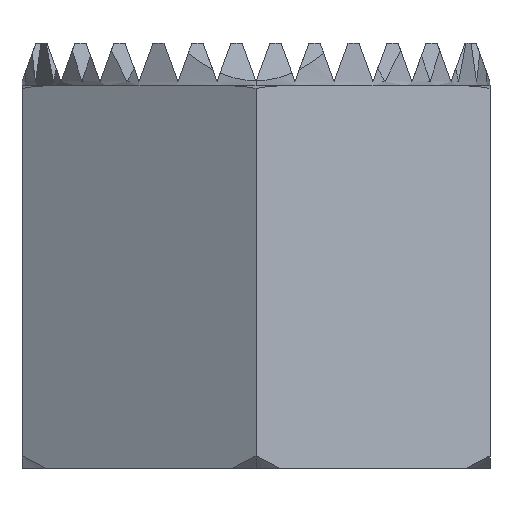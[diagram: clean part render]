
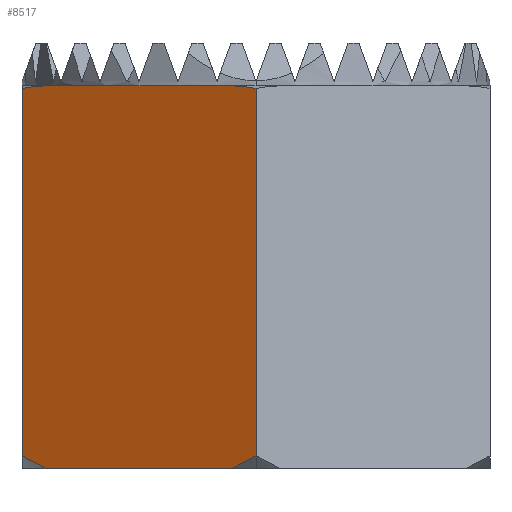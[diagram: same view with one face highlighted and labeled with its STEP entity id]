
A CAD part, front view. The second image highlights one B-rep face of the part: STEP entity #8517.
In plain terms, the highlighted planar face has unit normal (-0.5, -0.866, 0).
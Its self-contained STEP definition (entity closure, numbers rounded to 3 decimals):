
#145 = LINE ( 'NONE', #10233, #1359 ) ;
#219 = DIRECTION ( 'NONE',  ( 0., 0., -1. ) ) ;
#602 = ORIENTED_EDGE ( 'NONE', *, *, #12194, .T. ) ;
#727 = CARTESIAN_POINT ( 'NONE',  ( -1.135, -12.047, 0. ) ) ;
#840 = EDGE_CURVE ( 'NONE', #9492, #12816, #7743, .T. ) ;
#1046 = CARTESIAN_POINT ( 'NONE',  ( -11., -6.351, 0.602 ) ) ;
#1114 = CARTESIAN_POINT ( 'NONE',  ( -9.865, -7.006, 0. ) ) ;
#1153 = LINE ( 'NONE', #4477, #12550 ) ;
#1191 = VECTOR ( 'NONE', #1578, 1000. ) ;
#1233 = CARTESIAN_POINT ( 'NONE',  ( -1.135, -12.047, 0. ) ) ;
#1253 = CARTESIAN_POINT ( 'NONE',  ( -10.628, -6.566, 0.387 ) ) ;
#1359 = VECTOR ( 'NONE', #6831, 1000. ) ;
#1546 = CARTESIAN_POINT ( 'NONE',  ( -9.865, -7.006, 18. ) ) ;
#1578 = DIRECTION ( 'NONE',  ( -0.866, 0.5, 0. ) ) ;
#1650 = CARTESIAN_POINT ( 'NONE',  ( 2.75, -14.289, 18. ) ) ;
#1725 = EDGE_CURVE ( 'NONE', #11974, #12391, #145, .T. ) ;
#1797 = B_SPLINE_CURVE_WITH_KNOTS ( 'NONE', 3,
 ( #1546, #7701, #11160, #8928 ),
 .UNSPECIFIED., .F., .F.,
 ( 4, 4 ),
 ( 0.011, 0.013 ),
 .UNSPECIFIED. ) ;
#2064 = ORIENTED_EDGE ( 'NONE', *, *, #6116, .T. ) ;
#2456 = DIRECTION ( 'NONE',  ( 0.5, 0.866, 0. ) ) ;
#2608 = ORIENTED_EDGE ( 'NONE', *, *, #840, .T. ) ;
#3221 = CARTESIAN_POINT ( 'NONE',  ( 0., -12.702, 0.602 ) ) ;
#3851 = CARTESIAN_POINT ( 'NONE',  ( -1.135, -12.047, 18. ) ) ;
#4097 = DIRECTION ( 'NONE',  ( -0.866, 0.5, 0. ) ) ;
#4253 = VECTOR ( 'NONE', #4810, 1000. ) ;
#4430 = CARTESIAN_POINT ( 'NONE',  ( -10.25, -6.784, 0.185 ) ) ;
#4477 = CARTESIAN_POINT ( 'NONE',  ( -11., -6.351, 21. ) ) ;
#4495 = VERTEX_POINT ( 'NONE', #7877 ) ;
#4622 = ORIENTED_EDGE ( 'NONE', *, *, #1725, .F. ) ;
#4748 = CARTESIAN_POINT ( 'NONE',  ( -1.135, -12.047, 18. ) ) ;
#4810 = DIRECTION ( 'NONE',  ( 0.866, -0.5, 0. ) ) ;
#5168 = EDGE_CURVE ( 'NONE', #10004, #4495, #13981, .T. ) ;
#5210 = EDGE_CURVE ( 'NONE', #10385, #12432, #1797, .T. ) ;
#5277 = CARTESIAN_POINT ( 'NONE',  ( -0.755, -12.266, 18. ) ) ;
#5388 = CARTESIAN_POINT ( 'NONE',  ( 2.75, -14.289, 18. ) ) ;
#5432 = EDGE_CURVE ( 'NONE', #11974, #10004, #11575, .T. ) ;
#5824 = AXIS2_PLACEMENT_3D ( 'NONE', #12340, #2456, #6840 ) ;
#6042 = FACE_OUTER_BOUND ( 'NONE', #7215, .T. ) ;
#6071 = B_SPLINE_CURVE_WITH_KNOTS ( 'NONE', 3,
 ( #727, #7352, #9526, #6127 ),
 .UNSPECIFIED., .F., .F.,
 ( 4, 4 ),
 ( 0., 0.001 ),
 .UNSPECIFIED. ) ;
#6116 = EDGE_CURVE ( 'NONE', #4495, #10385, #11527, .T. ) ;
#6127 = CARTESIAN_POINT ( 'NONE',  ( 0., -12.702, 0.602 ) ) ;
#6248 = ORIENTED_EDGE ( 'NONE', *, *, #11427, .T. ) ;
#6357 = CARTESIAN_POINT ( 'NONE',  ( -0.376, -12.484, 17.969 ) ) ;
#6541 = CARTESIAN_POINT ( 'NONE',  ( 0., -12.702, 17.874 ) ) ;
#6831 = DIRECTION ( 'NONE',  ( 0., 0., -1. ) ) ;
#6840 = DIRECTION ( 'NONE',  ( -0.866, 0.5, 0. ) ) ;
#7215 = EDGE_LOOP ( 'NONE', ( #9754, #9733, #2064, #13834, #12849, #2608, #602, #6248, #4622 ) ) ;
#7352 = CARTESIAN_POINT ( 'NONE',  ( -0.75, -12.269, 0.185 ) ) ;
#7442 = CARTESIAN_POINT ( 'NONE',  ( 0., -12.702, 17.874 ) ) ;
#7701 = CARTESIAN_POINT ( 'NONE',  ( -10.242, -6.789, 18. ) ) ;
#7743 = B_SPLINE_CURVE_WITH_KNOTS ( 'NONE', 3,
 ( #1046, #1253, #4430, #1114 ),
 .UNSPECIFIED., .F., .F.,
 ( 4, 4 ),
 ( 0., 0.001 ),
 .UNSPECIFIED. ) ;
#7764 = CARTESIAN_POINT ( 'NONE',  ( -11., -6.351, 17.874 ) ) ;
#7877 = CARTESIAN_POINT ( 'NONE',  ( -5.5, -9.526, 18. ) ) ;
#8517 = ADVANCED_FACE ( 'NONE', ( #6042 ), #12407, .F. ) ;
#8928 = CARTESIAN_POINT ( 'NONE',  ( -11., -6.351, 17.874 ) ) ;
#9426 = CARTESIAN_POINT ( 'NONE',  ( 3.575, -14.766, 0. ) ) ;
#9492 = VERTEX_POINT ( 'NONE', #12271 ) ;
#9526 = CARTESIAN_POINT ( 'NONE',  ( -0.372, -12.487, 0.387 ) ) ;
#9554 = VERTEX_POINT ( 'NONE', #1233 ) ;
#9733 = ORIENTED_EDGE ( 'NONE', *, *, #5168, .T. ) ;
#9754 = ORIENTED_EDGE ( 'NONE', *, *, #5432, .T. ) ;
#9909 = CARTESIAN_POINT ( 'NONE',  ( -9.865, -7.006, 0. ) ) ;
#10004 = VERTEX_POINT ( 'NONE', #4748 ) ;
#10233 = CARTESIAN_POINT ( 'NONE',  ( 0., -12.702, 21. ) ) ;
#10385 = VERTEX_POINT ( 'NONE', #11760 ) ;
#10585 = EDGE_CURVE ( 'NONE', #12432, #9492, #1153, .T. ) ;
#10598 = VECTOR ( 'NONE', #4097, 1000. ) ;
#11160 = CARTESIAN_POINT ( 'NONE',  ( -10.619, -6.571, 17.97 ) ) ;
#11427 = EDGE_CURVE ( 'NONE', #9554, #12391, #6071, .T. ) ;
#11527 = LINE ( 'NONE', #1650, #1191 ) ;
#11575 = B_SPLINE_CURVE_WITH_KNOTS ( 'NONE', 3,
 ( #7442, #6357, #5277, #3851 ),
 .UNSPECIFIED., .F., .F.,
 ( 4, 4 ),
 ( 0., 0.001 ),
 .UNSPECIFIED. ) ;
#11589 = LINE ( 'NONE', #9426, #4253 ) ;
#11760 = CARTESIAN_POINT ( 'NONE',  ( -9.865, -7.006, 18. ) ) ;
#11974 = VERTEX_POINT ( 'NONE', #6541 ) ;
#12194 = EDGE_CURVE ( 'NONE', #12816, #9554, #11589, .T. ) ;
#12271 = CARTESIAN_POINT ( 'NONE',  ( -11., -6.351, 0.602 ) ) ;
#12340 = CARTESIAN_POINT ( 'NONE',  ( -11., -6.351, 21. ) ) ;
#12391 = VERTEX_POINT ( 'NONE', #3221 ) ;
#12407 = PLANE ( 'NONE',  #5824 ) ;
#12432 = VERTEX_POINT ( 'NONE', #7764 ) ;
#12550 = VECTOR ( 'NONE', #219, 1000. ) ;
#12816 = VERTEX_POINT ( 'NONE', #9909 ) ;
#12849 = ORIENTED_EDGE ( 'NONE', *, *, #10585, .T. ) ;
#13834 = ORIENTED_EDGE ( 'NONE', *, *, #5210, .T. ) ;
#13981 = LINE ( 'NONE', #5388, #10598 ) ;
